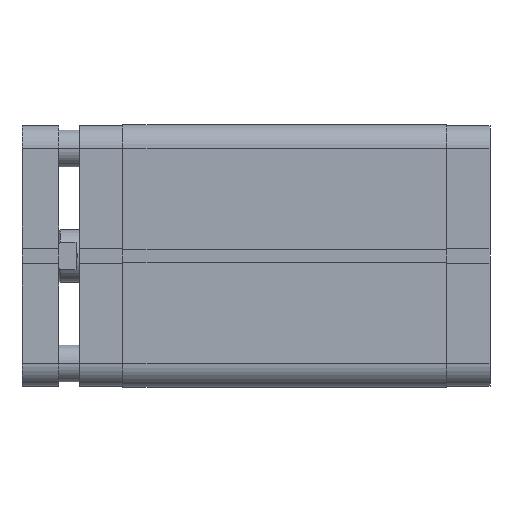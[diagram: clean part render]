
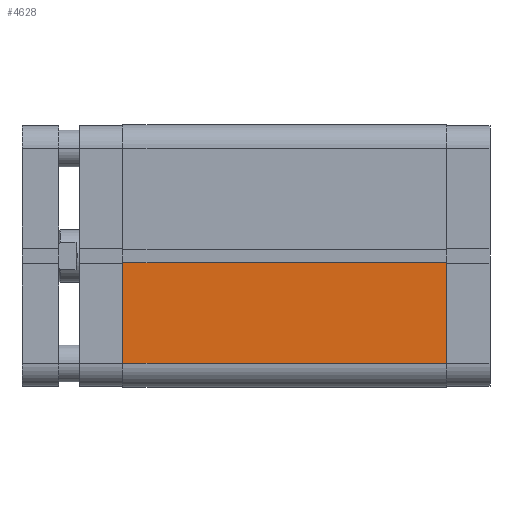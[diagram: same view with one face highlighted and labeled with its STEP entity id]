
A CAD part, front view. The second image highlights one B-rep face of the part: STEP entity #4628.
In plain terms, the highlighted face is planar.
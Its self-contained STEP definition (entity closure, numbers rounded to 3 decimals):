
#2715 = CARTESIAN_POINT ( 'NONE',  ( 50., -2.6, 123.5 ) ) ;
#2716 = DIRECTION ( 'NONE',  ( 0., 1., 0. ) ) ;
#2818 = CARTESIAN_POINT ( 'NONE',  ( 50., -2.6, 0. ) ) ;
#2821 = DIRECTION ( 'NONE',  ( 0., 1., 0. ) ) ;
#2884 = CARTESIAN_POINT ( 'NONE',  ( 50., -41., 123.5 ) ) ;
#2885 = DIRECTION ( 'NONE',  ( 0., 0., -1. ) ) ;
#2886 = CARTESIAN_POINT ( 'NONE',  ( 50., -2.6, 123.5 ) ) ;
#2887 = DIRECTION ( 'NONE',  ( 0., 0., -1. ) ) ;
#3307 = CARTESIAN_POINT ( 'NONE',  ( 50., -41., 123.5 ) ) ;
#3308 = CARTESIAN_POINT ( 'NONE',  ( 50., -2.6, 123.5 ) ) ;
#3345 = CARTESIAN_POINT ( 'NONE',  ( 50., -2.6, 0. ) ) ;
#3346 = CARTESIAN_POINT ( 'NONE',  ( 50., -41., 0. ) ) ;
#3562 = LINE ( 'NONE', #2715, #3571 ) ;
#3571 = VECTOR ( 'NONE', #2716, 1000. ) ;
#3671 = LINE ( 'NONE', #2818, #3675 ) ;
#3675 = VECTOR ( 'NONE', #2821, 1000. ) ;
#3726 = LINE ( 'NONE', #2884, #3727 ) ;
#3727 = VECTOR ( 'NONE', #2885, 1000. ) ;
#3728 = LINE ( 'NONE', #2886, #3729 ) ;
#3729 = VECTOR ( 'NONE', #2887, 1000. ) ;
#3984 = ORIENTED_EDGE ( 'NONE', *, *, #5448, .T. ) ;
#4090 = ORIENTED_EDGE ( 'NONE', *, *, #5401, .F. ) ;
#4106 = ORIENTED_EDGE ( 'NONE', *, *, #5478, .F. ) ;
#4109 = ORIENTED_EDGE ( 'NONE', *, *, #5477, .T. ) ;
#4628 = ADVANCED_FACE ( 'NONE', ( #7835 ), #6311, .F. ) ;
#5401 = EDGE_CURVE ( 'NONE', #6005, #6006, #3562, .T. ) ;
#5448 = EDGE_CURVE ( 'NONE', #6044, #6043, #3671, .T. ) ;
#5477 = EDGE_CURVE ( 'NONE', #6005, #6044, #3726, .T. ) ;
#5478 = EDGE_CURVE ( 'NONE', #6006, #6043, #3728, .T. ) ;
#5572 = AXIS2_PLACEMENT_3D ( 'NONE', #6314, #6323, #6324 ) ;
#6005 = VERTEX_POINT ( 'NONE', #3307 ) ;
#6006 = VERTEX_POINT ( 'NONE', #3308 ) ;
#6043 = VERTEX_POINT ( 'NONE', #3345 ) ;
#6044 = VERTEX_POINT ( 'NONE', #3346 ) ;
#6311 = PLANE ( 'NONE',  #5572 ) ;
#6314 = CARTESIAN_POINT ( 'NONE',  ( 50., -2.6, 123.5 ) ) ;
#6323 = DIRECTION ( 'NONE',  ( -1., 0., 0. ) ) ;
#6324 = DIRECTION ( 'NONE',  ( 0., -1., 0. ) ) ;
#7698 = EDGE_LOOP ( 'NONE', ( #3984, #4106, #4090, #4109 ) ) ;
#7835 = FACE_OUTER_BOUND ( 'NONE', #7698, .T. ) ;
